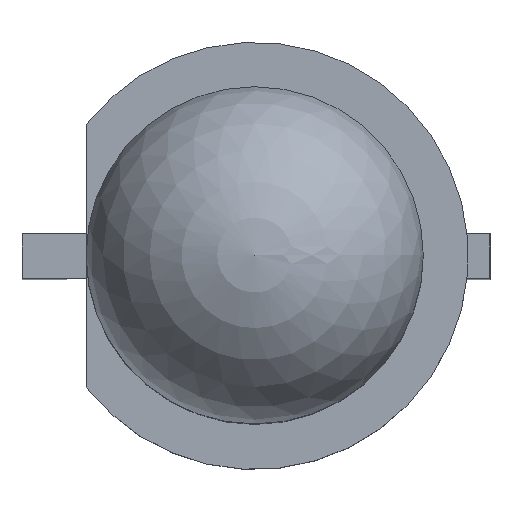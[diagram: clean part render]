
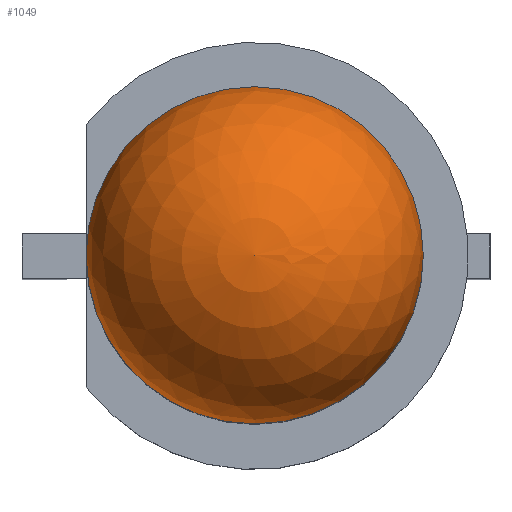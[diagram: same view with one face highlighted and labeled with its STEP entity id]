
A CAD part, top view. The second image highlights one B-rep face of the part: STEP entity #1049.
In plain terms, the highlighted spherical face has radius 1.5 mm.
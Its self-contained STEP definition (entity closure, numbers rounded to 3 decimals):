
#1049 = ADVANCED_FACE('',(#1050),#1071,.T.);
#1050 = FACE_BOUND('',#1051,.T.);
#1051 = EDGE_LOOP('',(#1052,#1063,#1064));
#1052 = ORIENTED_EDGE('',*,*,#1053,.T.);
#1053 = EDGE_CURVE('',#1054,#1056,#1058,.T.);
#1054 = VERTEX_POINT('',#1055);
#1055 = CARTESIAN_POINT('',(3.37,0.,6.8));
#1056 = VERTEX_POINT('',#1057);
#1057 = CARTESIAN_POINT('',(1.87,0.,8.3));
#1058 = CIRCLE('',#1059,1.5);
#1059 = AXIS2_PLACEMENT_3D('',#1060,#1061,#1062);
#1060 = CARTESIAN_POINT('',(1.87,0.,6.8));
#1061 = DIRECTION('',(0.,-1.,0.));
#1062 = DIRECTION('',(1.,0.,0.));
#1063 = ORIENTED_EDGE('',*,*,#1053,.F.);
#1064 = ORIENTED_EDGE('',*,*,#1065,.F.);
#1065 = EDGE_CURVE('',#1054,#1054,#1066,.T.);
#1066 = CIRCLE('',#1067,1.5);
#1067 = AXIS2_PLACEMENT_3D('',#1068,#1069,#1070);
#1068 = CARTESIAN_POINT('',(1.87,0.,6.8));
#1069 = DIRECTION('',(0.,0.,-1.));
#1070 = DIRECTION('',(1.,0.,0.));
#1071 = SPHERICAL_SURFACE('',#1072,1.5);
#1072 = AXIS2_PLACEMENT_3D('',#1073,#1074,#1075);
#1073 = CARTESIAN_POINT('',(1.87,0.,6.8));
#1074 = DIRECTION('',(0.,0.,1.));
#1075 = DIRECTION('',(1.,0.,0.));
